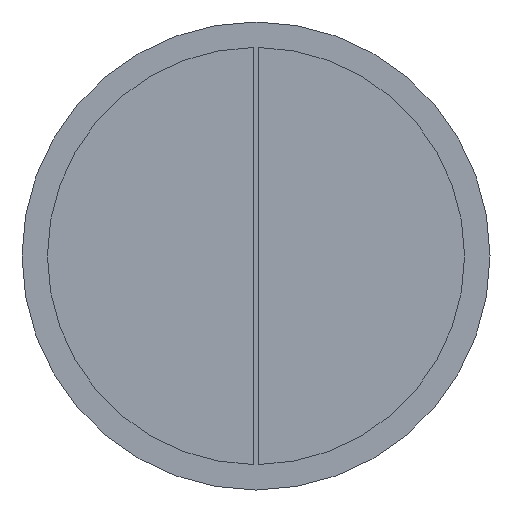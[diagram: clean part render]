
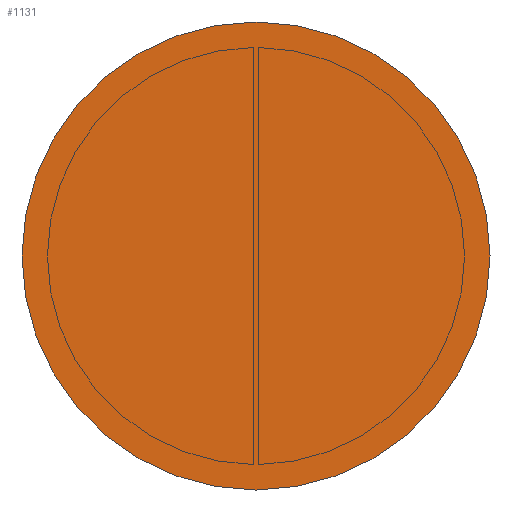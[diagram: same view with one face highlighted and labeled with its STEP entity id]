
A CAD part, left-side view. The second image highlights one B-rep face of the part: STEP entity #1131.
In plain terms, the highlighted planar face has unit normal (-1, 0, 0).
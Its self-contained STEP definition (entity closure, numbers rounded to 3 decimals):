
#12 = CIRCLE ( 'NONE', #989, 69. ) ;
#45 = DIRECTION ( 'NONE',  ( 1., 0., 0. ) ) ;
#77 = CARTESIAN_POINT ( 'NONE',  ( -6.84, 0., 0. ) ) ;
#171 = CARTESIAN_POINT ( 'NONE',  ( -6.84, 64.625, 0. ) ) ;
#231 = AXIS2_PLACEMENT_3D ( 'NONE', #555, #45, #1649 ) ;
#339 = DIRECTION ( 'NONE',  ( 0., 0., -1. ) ) ;
#445 = PLANE ( 'NONE',  #1165 ) ;
#555 = CARTESIAN_POINT ( 'NONE',  ( -6.84, 0., 0. ) ) ;
#572 = VERTEX_POINT ( 'NONE', #1115 ) ;
#623 = EDGE_LOOP ( 'NONE', ( #1515, #1179 ) ) ;
#728 = DIRECTION ( 'NONE',  ( -1., 0., 0. ) ) ;
#910 = CIRCLE ( 'NONE', #231, 69. ) ;
#989 = AXIS2_PLACEMENT_3D ( 'NONE', #77, #1139, #339 ) ;
#1115 = CARTESIAN_POINT ( 'NONE',  ( -6.84, 0., -69. ) ) ;
#1131 = ADVANCED_FACE ( 'NONE', ( #1370 ), #445, .T. ) ;
#1139 = DIRECTION ( 'NONE',  ( 1., 0., 0. ) ) ;
#1165 = AXIS2_PLACEMENT_3D ( 'NONE', #171, #728, #1524 ) ;
#1179 = ORIENTED_EDGE ( 'NONE', *, *, #1247, .F. ) ;
#1247 = EDGE_CURVE ( 'NONE', #1605, #572, #910, .T. ) ;
#1370 = FACE_OUTER_BOUND ( 'NONE', #623, .T. ) ;
#1515 = ORIENTED_EDGE ( 'NONE', *, *, #1535, .F. ) ;
#1524 = DIRECTION ( 'NONE',  ( 0., 0., 1. ) ) ;
#1535 = EDGE_CURVE ( 'NONE', #572, #1605, #12, .T. ) ;
#1605 = VERTEX_POINT ( 'NONE', #1723 ) ;
#1649 = DIRECTION ( 'NONE',  ( 0., 0., -1. ) ) ;
#1723 = CARTESIAN_POINT ( 'NONE',  ( -6.84, 0., 69. ) ) ;
